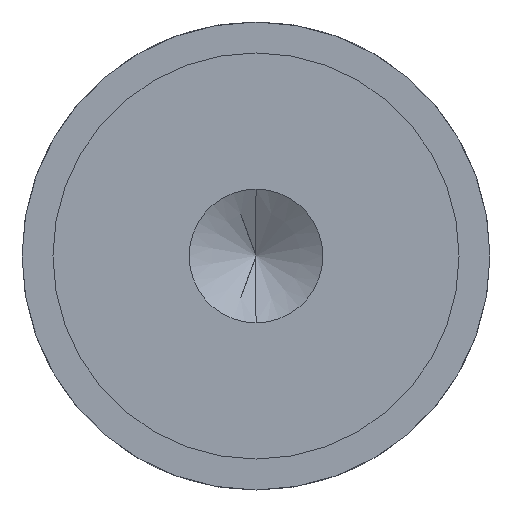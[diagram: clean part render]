
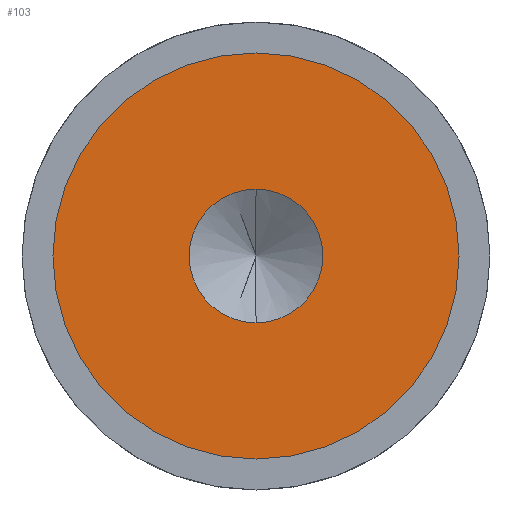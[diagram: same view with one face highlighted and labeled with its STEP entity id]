
A CAD part, front view. The second image highlights one B-rep face of the part: STEP entity #103.
In plain terms, the highlighted planar face has unit normal (0, -1, 0).
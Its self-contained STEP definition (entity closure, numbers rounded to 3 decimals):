
#55 = AXIS2_PLACEMENT_3D ( 'NONE', #351, #425, #358 ) ;
#57 = CIRCLE ( 'NONE', #492, 4. ) ;
#73 = EDGE_CURVE ( 'NONE', #192, #473, #144, .T. ) ;
#87 = ORIENTED_EDGE ( 'NONE', *, *, #73, .T. ) ;
#103 = ADVANCED_FACE ( 'NONE', ( #106, #410 ), #234, .T. ) ;
#106 = FACE_OUTER_BOUND ( 'NONE', #777, .T. ) ;
#129 = DIRECTION ( 'NONE',  ( 0., 0., -1. ) ) ;
#132 = VERTEX_POINT ( 'NONE', #619 ) ;
#144 = CIRCLE ( 'NONE', #739, 12.15 ) ;
#156 = CARTESIAN_POINT ( 'NONE',  ( 0., 7.5, 4. ) ) ;
#167 = EDGE_CURVE ( 'NONE', #235, #132, #57, .T. ) ;
#176 = AXIS2_PLACEMENT_3D ( 'NONE', #511, #648, #509 ) ;
#185 = CIRCLE ( 'NONE', #292, 12.15 ) ;
#192 = VERTEX_POINT ( 'NONE', #366 ) ;
#224 = DIRECTION ( 'NONE',  ( 0., 0., -1. ) ) ;
#234 = PLANE ( 'NONE',  #55 ) ;
#235 = VERTEX_POINT ( 'NONE', #156 ) ;
#279 = CIRCLE ( 'NONE', #176, 4. ) ;
#292 = AXIS2_PLACEMENT_3D ( 'NONE', #434, #625, #129 ) ;
#301 = CARTESIAN_POINT ( 'NONE',  ( 0., 7.5, 0. ) ) ;
#351 = CARTESIAN_POINT ( 'NONE',  ( 0., 7.5, 0. ) ) ;
#358 = DIRECTION ( 'NONE',  ( 0., 0., -1. ) ) ;
#366 = CARTESIAN_POINT ( 'NONE',  ( 0., 7.5, -12.15 ) ) ;
#380 = DIRECTION ( 'NONE',  ( 0., 1., 0. ) ) ;
#410 = FACE_BOUND ( 'NONE', #470, .T. ) ;
#412 = EDGE_CURVE ( 'NONE', #473, #192, #185, .T. ) ;
#425 = DIRECTION ( 'NONE',  ( 0., -1., 0. ) ) ;
#434 = CARTESIAN_POINT ( 'NONE',  ( 0., 7.5, 0. ) ) ;
#452 = CARTESIAN_POINT ( 'NONE',  ( 0., 7.5, 12.15 ) ) ;
#470 = EDGE_LOOP ( 'NONE', ( #620, #517 ) ) ;
#473 = VERTEX_POINT ( 'NONE', #452 ) ;
#492 = AXIS2_PLACEMENT_3D ( 'NONE', #563, #380, #499 ) ;
#499 = DIRECTION ( 'NONE',  ( 0., 0., -1. ) ) ;
#509 = DIRECTION ( 'NONE',  ( 0., 0., -1. ) ) ;
#511 = CARTESIAN_POINT ( 'NONE',  ( 0., 7.5, 0. ) ) ;
#513 = EDGE_CURVE ( 'NONE', #132, #235, #279, .T. ) ;
#517 = ORIENTED_EDGE ( 'NONE', *, *, #167, .T. ) ;
#563 = CARTESIAN_POINT ( 'NONE',  ( 0., 7.5, 0. ) ) ;
#596 = DIRECTION ( 'NONE',  ( 0., -1., 0. ) ) ;
#619 = CARTESIAN_POINT ( 'NONE',  ( 0., 7.5, -4. ) ) ;
#620 = ORIENTED_EDGE ( 'NONE', *, *, #513, .T. ) ;
#625 = DIRECTION ( 'NONE',  ( 0., -1., 0. ) ) ;
#648 = DIRECTION ( 'NONE',  ( 0., 1., 0. ) ) ;
#717 = ORIENTED_EDGE ( 'NONE', *, *, #412, .T. ) ;
#739 = AXIS2_PLACEMENT_3D ( 'NONE', #301, #596, #224 ) ;
#777 = EDGE_LOOP ( 'NONE', ( #87, #717 ) ) ;
